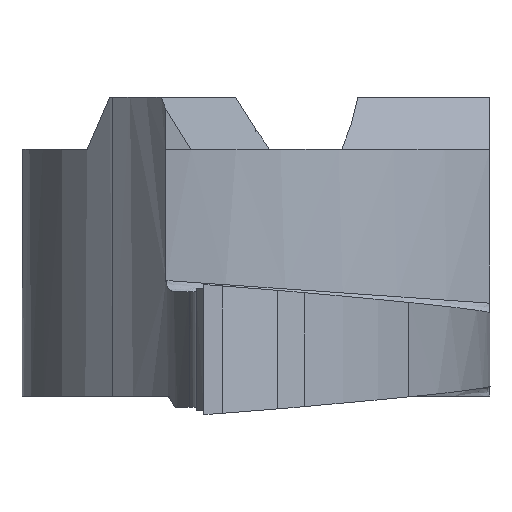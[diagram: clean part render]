
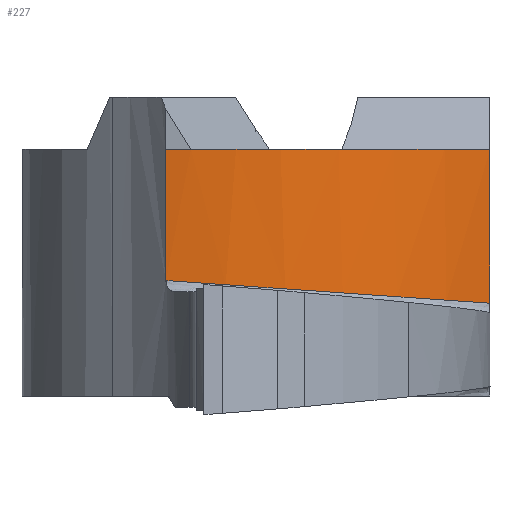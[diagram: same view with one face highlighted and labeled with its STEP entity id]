
A CAD part, left-side view. The second image highlights one B-rep face of the part: STEP entity #227.
In plain terms, the highlighted free-form (B-spline) face has degree [1, 3] with [2, 4] control points.
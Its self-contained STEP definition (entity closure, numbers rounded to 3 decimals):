
#227=ADVANCED_FACE('',(#292),#247,.F.);
#247=(
BOUNDED_SURFACE()
B_SPLINE_SURFACE(1,3,((#1898,#1899,#1900,#1901),(#1902,#1903,#1904,#1905)),
 .UNSPECIFIED.,.F.,.F.,.F.)
B_SPLINE_SURFACE_WITH_KNOTS((2,2),(4,4),(0.,1.),(0.,1.),.UNSPECIFIED.)
GEOMETRIC_REPRESENTATION_ITEM()
RATIONAL_B_SPLINE_SURFACE(((1.,0.922,0.922,1.),
(1.,0.922,0.922,1.)))
REPRESENTATION_ITEM('')
SURFACE()
);
#292=FACE_OUTER_BOUND('',#345,.T.);
#345=EDGE_LOOP('',(#626,#627,#628,#629,#630));
#396=CIRCLE('',#1074,7.197);
#626=ORIENTED_EDGE('',*,*,#881,.T.);
#627=ORIENTED_EDGE('',*,*,#903,.T.);
#628=ORIENTED_EDGE('',*,*,#870,.F.);
#629=ORIENTED_EDGE('',*,*,#902,.F.);
#630=ORIENTED_EDGE('',*,*,#887,.T.);
#735=VERTEX_POINT('',#1605);
#756=VERTEX_POINT('',#1749);
#757=VERTEX_POINT('',#1750);
#761=VERTEX_POINT('',#1798);
#763=VERTEX_POINT('',#1822);
#870=EDGE_CURVE('',#756,#757,#949,.T.);
#881=EDGE_CURVE('',#761,#735,#953,.T.);
#887=EDGE_CURVE('',#763,#761,#954,.T.);
#902=EDGE_CURVE('',#763,#756,#396,.T.);
#903=EDGE_CURVE('',#735,#757,#960,.T.);
#949=B_SPLINE_CURVE_WITH_KNOTS('',3,(#1737,#1738,#1739,#1740,#1741,#1742,
#1743,#1744,#1745,#1746,#1747,#1748),.UNSPECIFIED.,.F.,.F.,(4,2,2,2,2,4),
(0.,0.248,0.496,0.743,0.991,
1.),.UNSPECIFIED.);
#953=B_SPLINE_CURVE_WITH_KNOTS('',3,(#1794,#1795,#1796,#1797),
 .UNSPECIFIED.,.F.,.F.,(4,4),(0.,1.),.UNSPECIFIED.);
#954=B_SPLINE_CURVE_WITH_KNOTS('',3,(#1812,#1813,#1814,#1815,#1816,#1817,
#1818,#1819,#1820,#1821),.UNSPECIFIED.,.F.,.F.,(4,2,2,2,4),(0.,0.33,
0.661,0.991,1.),.UNSPECIFIED.);
#960=B_SPLINE_CURVE_WITH_KNOTS('',3,(#1894,#1895,#1896,#1897),
 .UNSPECIFIED.,.F.,.F.,(4,4),(0.,1.),.UNSPECIFIED.);
#1074=AXIS2_PLACEMENT_3D('',#1877,#1265,#1266);
#1265=DIRECTION('',(0.,0.07,-0.998));
#1266=DIRECTION('',(0.,0.998,0.07));
#1605=CARTESIAN_POINT('',(-4.678,1.249,-0.1));
#1737=CARTESIAN_POINT('',(-4.639,1.73,-2.622));
#1738=CARTESIAN_POINT('',(-4.638,1.731,-2.414));
#1739=CARTESIAN_POINT('',(-4.636,1.732,-2.205));
#1740=CARTESIAN_POINT('',(-4.633,1.735,-1.789));
#1741=CARTESIAN_POINT('',(-4.631,1.736,-1.58));
#1742=CARTESIAN_POINT('',(-4.628,1.738,-1.164));
#1743=CARTESIAN_POINT('',(-4.626,1.739,-0.955));
#1744=CARTESIAN_POINT('',(-4.623,1.742,-0.539));
#1745=CARTESIAN_POINT('',(-4.621,1.743,-0.33));
#1746=CARTESIAN_POINT('',(-4.619,1.744,-0.115));
#1747=CARTESIAN_POINT('',(-4.619,1.744,-0.107));
#1748=CARTESIAN_POINT('',(-4.619,1.744,-0.1));
#1749=CARTESIAN_POINT('',(-4.639,1.73,-2.622));
#1750=CARTESIAN_POINT('',(-4.619,1.744,-0.1));
#1794=CARTESIAN_POINT('',(-2.558,-4.5,-0.1));
#1795=CARTESIAN_POINT('',(-4.07,-3.005,-0.1));
#1796=CARTESIAN_POINT('',(-4.857,-0.87,-0.1));
#1797=CARTESIAN_POINT('',(-4.678,1.249,-0.1));
#1798=CARTESIAN_POINT('',(-2.558,-4.5,-0.1));
#1812=CARTESIAN_POINT('',(-2.328,-4.5,-3.057));
#1813=CARTESIAN_POINT('',(-2.354,-4.5,-2.732));
#1814=CARTESIAN_POINT('',(-2.38,-4.5,-2.406));
#1815=CARTESIAN_POINT('',(-2.431,-4.5,-1.755));
#1816=CARTESIAN_POINT('',(-2.456,-4.5,-1.43));
#1817=CARTESIAN_POINT('',(-2.506,-4.5,-0.778));
#1818=CARTESIAN_POINT('',(-2.531,-4.5,-0.453));
#1819=CARTESIAN_POINT('',(-2.557,-4.5,-0.118));
#1820=CARTESIAN_POINT('',(-2.558,-4.5,-0.109));
#1821=CARTESIAN_POINT('',(-2.558,-4.5,-0.1));
#1822=CARTESIAN_POINT('',(-2.328,-4.5,-3.057));
#1877=CARTESIAN_POINT('',(2.5,0.824,-2.685));
#1894=CARTESIAN_POINT('',(-4.678,1.249,-0.1));
#1895=CARTESIAN_POINT('',(-4.664,1.416,-0.1));
#1896=CARTESIAN_POINT('',(-4.644,1.581,-0.1));
#1897=CARTESIAN_POINT('',(-4.619,1.744,-0.1));
#1898=CARTESIAN_POINT('',(-2.455,-4.601,-0.089));
#1899=CARTESIAN_POINT('',(-4.227,-2.926,0.028));
#1900=CARTESIAN_POINT('',(-5.006,-0.618,0.189));
#1901=CARTESIAN_POINT('',(-4.609,1.785,0.357));
#1902=CARTESIAN_POINT('',(-2.297,-4.528,-3.059));
#1903=CARTESIAN_POINT('',(-4.115,-2.906,-2.946));
#1904=CARTESIAN_POINT('',(-4.959,-0.624,-2.786));
#1905=CARTESIAN_POINT('',(-4.632,1.786,-2.618));
